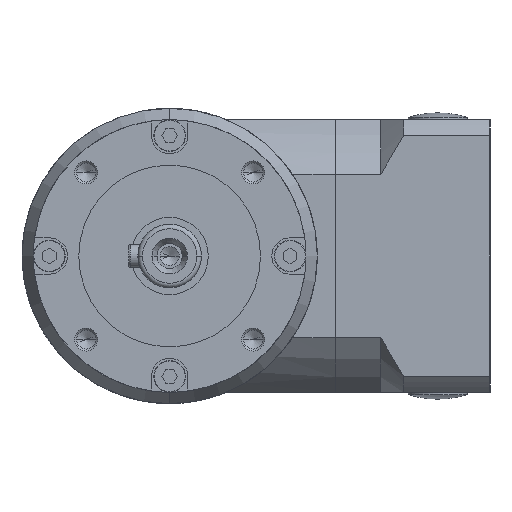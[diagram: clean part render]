
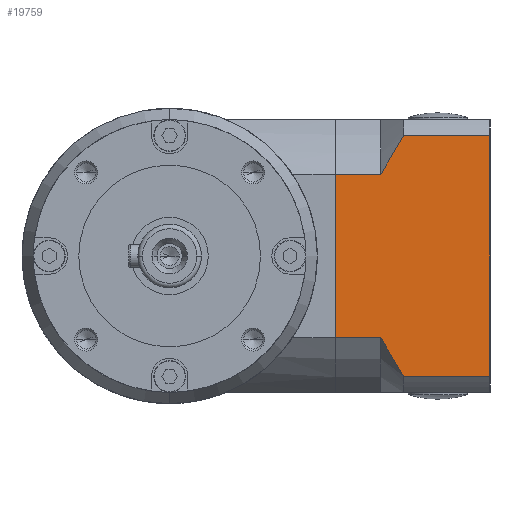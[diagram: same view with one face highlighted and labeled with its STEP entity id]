
A CAD part, left-side view. The second image highlights one B-rep face of the part: STEP entity #19759.
In plain terms, the highlighted planar face has unit normal (-1, 0, 0).
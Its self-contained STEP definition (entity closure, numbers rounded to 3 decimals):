
#55 = CARTESIAN_POINT ( 'NONE',  ( 8., -46.5, -18.028 ) ) ;
#187 = LINE ( 'NONE', #4923, #8578 ) ;
#1030 = DIRECTION ( 'NONE',  ( 0., 0., -1. ) ) ;
#1540 = VECTOR ( 'NONE', #3218, 1000. ) ;
#2104 = EDGE_CURVE ( 'NONE', #10238, #14162, #3572, .T. ) ;
#2462 = VECTOR ( 'NONE', #16085, 1000. ) ;
#2577 = EDGE_LOOP ( 'NONE', ( #18967, #11943, #15022, #8823, #13185, #19225, #15957, #14582 ) ) ;
#3010 = EDGE_CURVE ( 'NONE', #14162, #9336, #5451, .T. ) ;
#3102 = VERTEX_POINT ( 'NONE', #4275 ) ;
#3218 = DIRECTION ( 'NONE',  ( 0., 1., 0. ) ) ;
#3444 = AXIS2_PLACEMENT_3D ( 'NONE', #19264, #14950, #11451 ) ;
#3572 = LINE ( 'NONE', #7067, #9921 ) ;
#4101 = DIRECTION ( 'NONE',  ( 0., -1., 0. ) ) ;
#4275 = CARTESIAN_POINT ( 'NONE',  ( 8., -70.5, 26.458 ) ) ;
#4717 = CARTESIAN_POINT ( 'NONE',  ( 8., -36.5, -18.028 ) ) ;
#4923 = CARTESIAN_POINT ( 'NONE',  ( 8., -70.5, 26.458 ) ) ;
#5451 = B_SPLINE_CURVE_WITH_KNOTS ( 'NONE', 3,
 ( #10299, #13708, #5878, #55 ),
 .UNSPECIFIED., .F., .F.,
 ( 4, 4 ),
 ( 0., 1. ),
 .UNSPECIFIED. ) ;
#5598 = CARTESIAN_POINT ( 'NONE',  ( 8., -70.5, 18.028 ) ) ;
#5878 = CARTESIAN_POINT ( 'NONE',  ( 8., -47.885, -20.718 ) ) ;
#5883 = EDGE_CURVE ( 'NONE', #8659, #17313, #9873, .T. ) ;
#6264 = CARTESIAN_POINT ( 'NONE',  ( 8., -51.5, -26.458 ) ) ;
#7067 = CARTESIAN_POINT ( 'NONE',  ( 8., -70.5, -26.458 ) ) ;
#7199 = CARTESIAN_POINT ( 'NONE',  ( 8., -49.552, 23.513 ) ) ;
#7594 = EDGE_CURVE ( 'NONE', #3102, #10238, #11769, .T. ) ;
#8542 = CARTESIAN_POINT ( 'NONE',  ( 8., -36.5, 18.028 ) ) ;
#8578 = VECTOR ( 'NONE', #18857, 1000. ) ;
#8659 = VERTEX_POINT ( 'NONE', #12962 ) ;
#8709 = CARTESIAN_POINT ( 'NONE',  ( 8., -51.5, 26.458 ) ) ;
#8823 = ORIENTED_EDGE ( 'NONE', *, *, #15709, .F. ) ;
#8993 = VERTEX_POINT ( 'NONE', #4717 ) ;
#9000 = VECTOR ( 'NONE', #1030, 1000. ) ;
#9009 = CARTESIAN_POINT ( 'NONE',  ( 8., -47.885, 20.718 ) ) ;
#9336 = VERTEX_POINT ( 'NONE', #16198 ) ;
#9610 = CARTESIAN_POINT ( 'NONE',  ( 8., -70.5, -26.458 ) ) ;
#9750 = VERTEX_POINT ( 'NONE', #8542 ) ;
#9873 = B_SPLINE_CURVE_WITH_KNOTS ( 'NONE', 3,
 ( #11925, #9009, #7199, #8709 ),
 .UNSPECIFIED., .F., .F.,
 ( 4, 4 ),
 ( 0., 1. ),
 .UNSPECIFIED. ) ;
#9921 = VECTOR ( 'NONE', #16097, 1000. ) ;
#10238 = VERTEX_POINT ( 'NONE', #9610 ) ;
#10299 = CARTESIAN_POINT ( 'NONE',  ( 8., -51.5, -26.458 ) ) ;
#10838 = EDGE_CURVE ( 'NONE', #8993, #9750, #19071, .T. ) ;
#11451 = DIRECTION ( 'NONE',  ( 0., 0., 1. ) ) ;
#11629 = LINE ( 'NONE', #5598, #12123 ) ;
#11769 = LINE ( 'NONE', #17779, #9000 ) ;
#11925 = CARTESIAN_POINT ( 'NONE',  ( 8., -46.5, 18.028 ) ) ;
#11943 = ORIENTED_EDGE ( 'NONE', *, *, #19148, .F. ) ;
#12123 = VECTOR ( 'NONE', #4101, 1000. ) ;
#12250 = CARTESIAN_POINT ( 'NONE',  ( 8., -70.5, -18.028 ) ) ;
#12962 = CARTESIAN_POINT ( 'NONE',  ( 8., -46.5, 18.028 ) ) ;
#13185 = ORIENTED_EDGE ( 'NONE', *, *, #3010, .F. ) ;
#13708 = CARTESIAN_POINT ( 'NONE',  ( 8., -49.552, -23.513 ) ) ;
#14157 = LINE ( 'NONE', #12250, #1540 ) ;
#14162 = VERTEX_POINT ( 'NONE', #6264 ) ;
#14582 = ORIENTED_EDGE ( 'NONE', *, *, #17147, .F. ) ;
#14950 = DIRECTION ( 'NONE',  ( 1., 0., 0. ) ) ;
#15022 = ORIENTED_EDGE ( 'NONE', *, *, #10838, .F. ) ;
#15709 = EDGE_CURVE ( 'NONE', #9336, #8993, #14157, .T. ) ;
#15957 = ORIENTED_EDGE ( 'NONE', *, *, #7594, .F. ) ;
#16085 = DIRECTION ( 'NONE',  ( 0., 0., 1. ) ) ;
#16097 = DIRECTION ( 'NONE',  ( 0., 1., 0. ) ) ;
#16198 = CARTESIAN_POINT ( 'NONE',  ( 8., -46.5, -18.028 ) ) ;
#16267 = FACE_OUTER_BOUND ( 'NONE', #2577, .T. ) ;
#17121 = CARTESIAN_POINT ( 'NONE',  ( 8., -51.5, 26.458 ) ) ;
#17147 = EDGE_CURVE ( 'NONE', #17313, #3102, #187, .T. ) ;
#17313 = VERTEX_POINT ( 'NONE', #17121 ) ;
#17590 = CARTESIAN_POINT ( 'NONE',  ( 8., -36.5, -28.686 ) ) ;
#17779 = CARTESIAN_POINT ( 'NONE',  ( 8., -70.5, -25. ) ) ;
#18857 = DIRECTION ( 'NONE',  ( 0., -1., 0. ) ) ;
#18967 = ORIENTED_EDGE ( 'NONE', *, *, #5883, .F. ) ;
#19071 = LINE ( 'NONE', #17590, #2462 ) ;
#19148 = EDGE_CURVE ( 'NONE', #9750, #8659, #11629, .T. ) ;
#19225 = ORIENTED_EDGE ( 'NONE', *, *, #2104, .F. ) ;
#19264 = CARTESIAN_POINT ( 'NONE',  ( 8., -36.5, -28.686 ) ) ;
#19460 = PLANE ( 'NONE',  #3444 ) ;
#19759 = ADVANCED_FACE ( 'NONE', ( #16267 ), #19460, .F. ) ;
